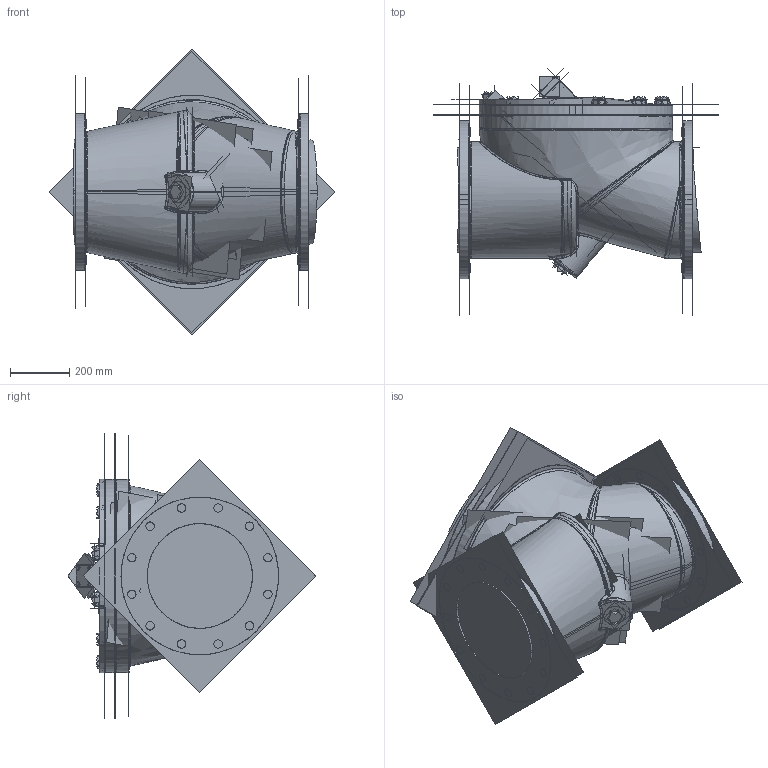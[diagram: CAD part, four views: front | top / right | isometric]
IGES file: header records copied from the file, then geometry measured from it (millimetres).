
Start section:  PTC IGES file: class_150-flex_check-14_inch_asm.igs
Global section: file name: class_150-flex_check-14_inch_asm.igs; native system: Creo Parametric by Parametric Technology Corporation; preprocessor: 2013050; author: HAPPY; organization: Unknown; date: 20170710.090651; units: inch
Bounding box: 964.55 x 837.66 x 964.55 mm (x, y, z)
Volume: 13529504.9 mm3; surface area: 22673540.2 mm2
Topology: 24 solids, 26 shells, 1905 faces, 9275 edges, 11443 vertices
Faces by surface type: revolution 988, bspline 917
